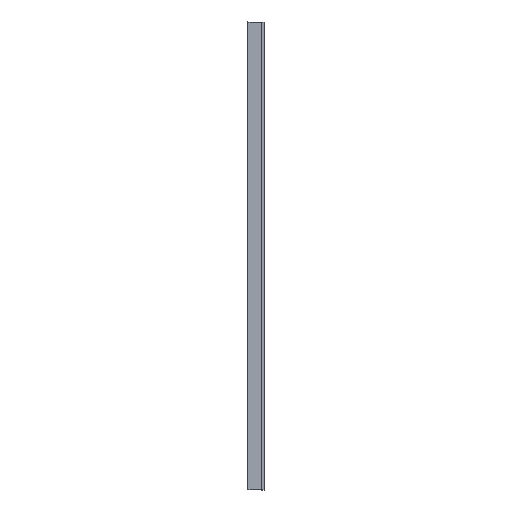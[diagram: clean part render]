
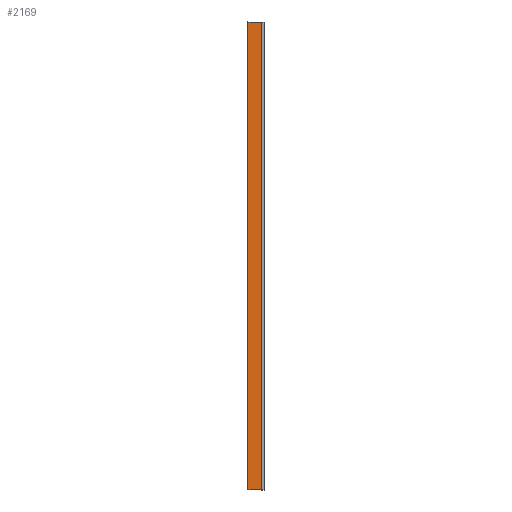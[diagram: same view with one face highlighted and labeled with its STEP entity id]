
A CAD part, front view. The second image highlights one B-rep face of the part: STEP entity #2169.
In plain terms, the highlighted planar face has unit normal (0, -1, 0).
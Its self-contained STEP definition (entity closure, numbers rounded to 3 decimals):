
#185=FACE_OUTER_BOUND('',#295,.T.);
#295=EDGE_LOOP('',(#1501,#1502,#1503,#1504));
#469=LINE('',#3214,#709);
#471=LINE('',#3218,#711);
#472=LINE('',#3220,#712);
#473=LINE('',#3221,#713);
#709=VECTOR('',#2557,10.);
#711=VECTOR('',#2561,10.);
#712=VECTOR('',#2562,10.);
#713=VECTOR('',#2563,10.);
#939=VERTEX_POINT('',#3211);
#940=VERTEX_POINT('',#3213);
#941=VERTEX_POINT('',#3217);
#942=VERTEX_POINT('',#3219);
#1165=EDGE_CURVE('',#940,#939,#469,.T.);
#1167=EDGE_CURVE('',#941,#939,#471,.T.);
#1168=EDGE_CURVE('',#942,#941,#472,.T.);
#1169=EDGE_CURVE('',#942,#940,#473,.T.);
#1501=ORIENTED_EDGE('',*,*,#1165,.T.);
#1502=ORIENTED_EDGE('',*,*,#1167,.F.);
#1503=ORIENTED_EDGE('',*,*,#1168,.F.);
#1504=ORIENTED_EDGE('',*,*,#1169,.T.);
#2101=PLANE('',#2293);
#2169=ADVANCED_FACE('',(#185),#2101,.T.);
#2293=AXIS2_PLACEMENT_3D('',#3216,#2559,#2560);
#2557=DIRECTION('',(0.,0.,1.));
#2559=DIRECTION('center_axis',(0.,-1.,0.));
#2560=DIRECTION('ref_axis',(0.,0.,-1.));
#2561=DIRECTION('',(1.,0.,0.));
#2562=DIRECTION('',(0.,0.,1.));
#2563=DIRECTION('',(1.,0.,0.));
#3211=CARTESIAN_POINT('',(10.7,45.598,368.3));
#3213=CARTESIAN_POINT('',(10.7,45.598,0.));
#3214=CARTESIAN_POINT('',(10.7,45.598,276.225));
#3216=CARTESIAN_POINT('Origin',(0.,45.598,368.3));
#3217=CARTESIAN_POINT('',(0.,45.598,368.3));
#3218=CARTESIAN_POINT('',(0.,45.598,368.3));
#3219=CARTESIAN_POINT('',(0.,45.598,0.));
#3220=CARTESIAN_POINT('',(0.,45.598,0.));
#3221=CARTESIAN_POINT('',(0.,45.598,0.));
